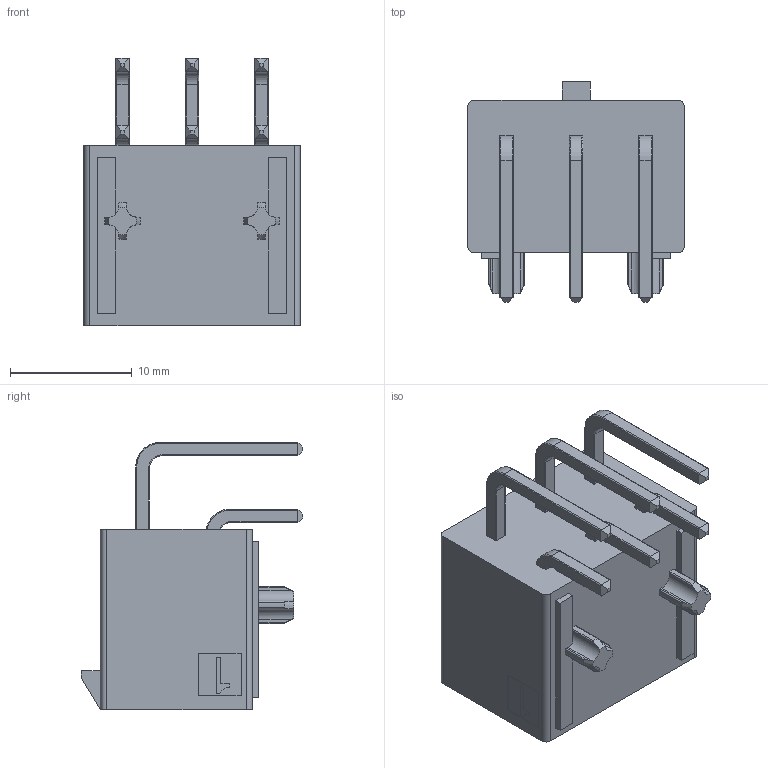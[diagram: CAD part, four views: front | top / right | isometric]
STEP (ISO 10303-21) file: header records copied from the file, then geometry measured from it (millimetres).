
FILE_DESCRIPTION( ( 'STEP AP214' ), '1' );
FILE_NAME( 'psolqas0846178502.stp', '2019-02-18T07:46:17', ( '' ), ( '' ), ' ', 'PARTsolutions', ' ' );
FILE_SCHEMA( ( 'AUTOMOTIVE_DESIGN { 1 0 10303 214 1 1 1 1 }' ) );
Length unit declared in the file: metre
Products named in the file (1): 1
Bounding box: 17.76 x 18.13 x 21.96 mm (x, y, z)
Volume: 1775.7 mm3; surface area: 3249.7 mm2
Topology: 1 solids, 1 shells, 451 faces, 1204 edges, 780 vertices
Faces by surface type: plane 306, cylinder 107, torus 24, cone 8, extrusion 6
Full cylindrical faces by diameter (mm): 1.185 x1
Entity records: 14523 total; most frequent: CARTESIAN_POINT 3484, ORIENTED_EDGE 2406, DIRECTION 2094, EDGE_CURVE 1203, VECTOR 850, LINE 844, VERTEX_POINT 780, AXIS2_PLACEMENT_3D 622
